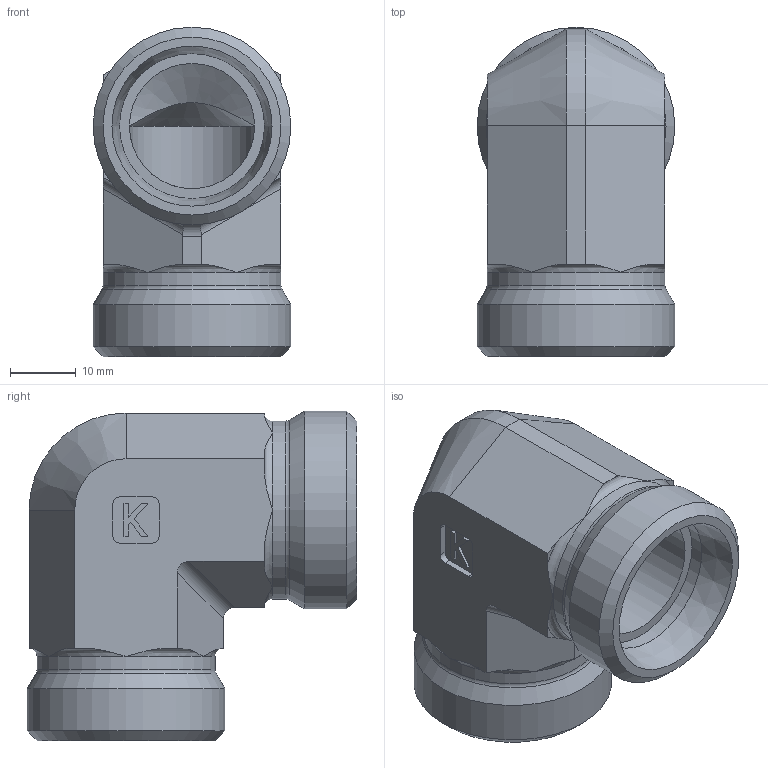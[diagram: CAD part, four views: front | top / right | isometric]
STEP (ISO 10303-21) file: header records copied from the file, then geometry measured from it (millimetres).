
FILE_DESCRIPTION((''),'2;1');
FILE_NAME('351223030.stp','2014-08-13T11:28:54',(''),('KNOMI spol. s r. o.'),'Autodesk Inventor 2012','Autodesk Inventor 2012','');
FILE_SCHEMA(('AUTOMOTIVE_DESIGN { 1 2 10303 214 0 1 1 1 }'));
Length unit declared in the file: millimetre
Products named in the file (1): LS2 22L M30/M30
Bounding box: 30 x 50 x 50 mm (x, y, z)
Volume: 22921.1 mm3; surface area: 11169.6 mm2
Topology: 1 solids, 1 shells, 88 faces, 219 edges, 137 vertices
Faces by surface type: plane 48, cylinder 16, torus 14, cone 10
Full cylindrical faces by diameter (mm): 19 x2, 22 x2, 27 x2, 30 x2
Entity records: 2536 total; most frequent: CARTESIAN_POINT 508, DIRECTION 416, ORIENTED_EDGE 396, EDGE_CURVE 198, AXIS2_PLACEMENT_3D 154, VERTEX_POINT 132, EDGE_LOOP 110, VECTOR 108
